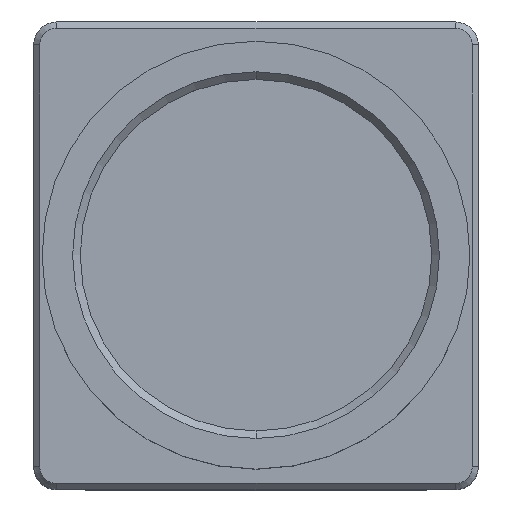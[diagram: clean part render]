
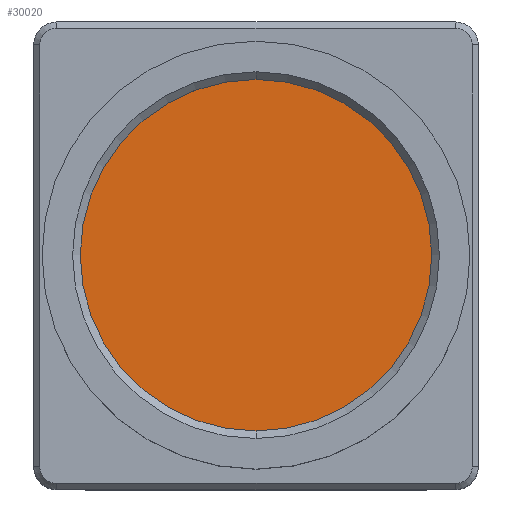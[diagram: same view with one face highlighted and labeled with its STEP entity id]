
A CAD part, top view. The second image highlights one B-rep face of the part: STEP entity #30020.
In plain terms, the highlighted planar face has unit normal (0, 0, 1).
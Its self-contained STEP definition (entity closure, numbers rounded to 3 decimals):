
#9750=CARTESIAN_POINT('',(0.,0.,46.));
#9751=DIRECTION('',(0.,0.,1.));
#9752=DIRECTION('',(0.,1.,0.));
#9753=AXIS2_PLACEMENT_3D('',#9750,#9751,#9752);
#9755=CARTESIAN_POINT('',(0.,0.,46.));
#9756=DIRECTION('',(0.,0.,-1.));
#9757=DIRECTION('',(0.,1.,0.));
#9758=AXIS2_PLACEMENT_3D('',#9755,#9756,#9757);
#13001=CARTESIAN_POINT('',(0.,23.,46.));
#13002=VERTEX_POINT('',#13001);
#13007=CARTESIAN_POINT('',(0.,-23.,46.));
#13008=VERTEX_POINT('',#13007);
#30011=CARTESIAN_POINT('',(0.,0.,46.));
#30012=DIRECTION('',(0.,0.,-1.));
#30013=DIRECTION('',(0.,-1.,0.));
#30014=AXIS2_PLACEMENT_3D('',#30011,#30012,#30013);
#30015=PLANE('',#30014);
#30016=ORIENTED_EDGE('',*,*,#29976,.F.);
#30017=ORIENTED_EDGE('',*,*,#29999,.T.);
#30018=EDGE_LOOP('',(#30016,#30017));
#30019=FACE_OUTER_BOUND('',#30018,.F.);
#30020=ADVANCED_FACE('',(#30019),#30015,.F.);
#9754=CIRCLE('',#9753,23.);
#9759=CIRCLE('',#9758,23.);
#29976=EDGE_CURVE('',#13002,#13008,#9754,.T.);
#29999=EDGE_CURVE('',#13002,#13008,#9759,.T.);
